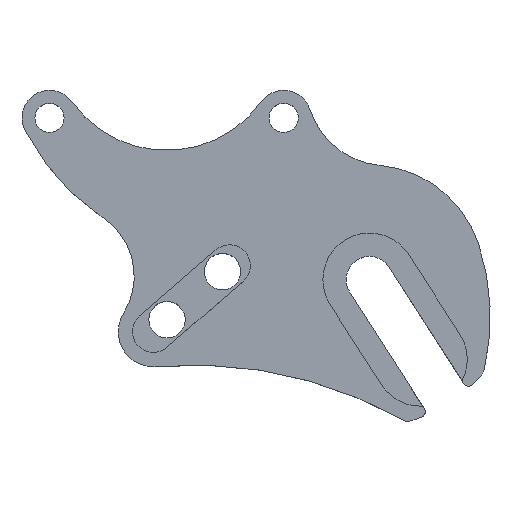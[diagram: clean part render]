
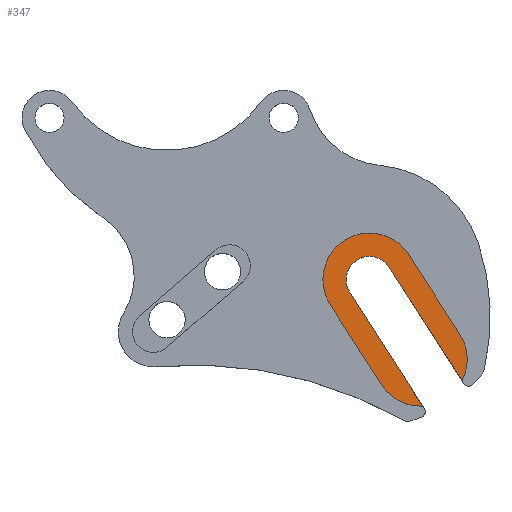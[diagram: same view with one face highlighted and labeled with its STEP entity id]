
A CAD part, top view. The second image highlights one B-rep face of the part: STEP entity #347.
In plain terms, the highlighted planar face has unit normal (0, 0, 1).
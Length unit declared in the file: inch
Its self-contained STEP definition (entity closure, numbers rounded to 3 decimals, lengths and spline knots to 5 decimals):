
#9 = VERTEX_POINT ( 'NONE', #921 ) ;
#32 = CARTESIAN_POINT ( 'NONE',  ( 3.06935, -1.68636, 0.316 ) ) ;
#42 = CIRCLE ( 'NONE', #442, 0.4 ) ;
#43 = CARTESIAN_POINT ( 'NONE',  ( 2.90088, -1.79415, 0.316 ) ) ;
#74 = ORIENTED_EDGE ( 'NONE', *, *, #269, .T. ) ;
#76 = ORIENTED_EDGE ( 'NONE', *, *, #264, .T. ) ;
#81 = ORIENTED_EDGE ( 'NONE', *, *, #929, .T. ) ;
#112 = DIRECTION ( 'NONE',  ( 0.539, -0.842, 0. ) ) ;
#138 = EDGE_CURVE ( 'NONE', #1268, #1151, #1169, .T. ) ;
#141 = CIRCLE ( 'NONE', #337, 0.2 ) ;
#169 = DIRECTION ( 'NONE',  ( 1., 0., 0. ) ) ;
#247 = VERTEX_POINT ( 'NONE', #43 ) ;
#255 = CARTESIAN_POINT ( 'NONE',  ( 3.50734, -2.37094, 0.316 ) ) ;
#261 = CIRCLE ( 'NONE', #861, 0.4 ) ;
#264 = EDGE_CURVE ( 'NONE', #9, #275, #754, .T. ) ;
#269 = EDGE_CURVE ( 'NONE', #1115, #247, #864, .T. ) ;
#275 = VERTEX_POINT ( 'NONE', #626 ) ;
#291 = CARTESIAN_POINT ( 'NONE',  ( 639.90095, -996.3052, 0.316 ) ) ;
#302 = VERTEX_POINT ( 'NONE', #970 ) ;
#337 = AXIS2_PLACEMENT_3D ( 'NONE', #519, #651, #1470 ) ;
#344 = DIRECTION ( 'NONE',  ( 0., 0., 1. ) ) ;
#347 = ADVANCED_FACE ( 'NONE', ( #744 ), #748, .T. ) ;
#367 = VERTEX_POINT ( 'NONE', #1231 ) ;
#370 = CIRCLE ( 'NONE', #448, 0.4 ) ;
#397 = VERTEX_POINT ( 'NONE', #937 ) ;
#419 = VECTOR ( 'NONE', #1462, 39.37008 ) ;
#432 = VERTEX_POINT ( 'NONE', #892 ) ;
#442 = AXIS2_PLACEMENT_3D ( 'NONE', #1164, #681, #1282 ) ;
#448 = AXIS2_PLACEMENT_3D ( 'NONE', #32, #825, #943 ) ;
#461 = CARTESIAN_POINT ( 'NONE',  ( 3.06935, -1.68636, 0.316 ) ) ;
#480 = CARTESIAN_POINT ( 'NONE',  ( 639.73252, -996.41306, 0.316 ) ) ;
#485 = AXIS2_PLACEMENT_3D ( 'NONE', #461, #344, #821 ) ;
#519 = CARTESIAN_POINT ( 'NONE',  ( 3.06935, -1.68636, 0.316 ) ) ;
#543 = EDGE_CURVE ( 'NONE', #432, #247, #885, .T. ) ;
#594 = ORIENTED_EDGE ( 'NONE', *, *, #1295, .T. ) ;
#626 = CARTESIAN_POINT ( 'NONE',  ( 3.40628, -1.47079, 0.316 ) ) ;
#651 = DIRECTION ( 'NONE',  ( 0., 0., 1. ) ) ;
#654 = VECTOR ( 'NONE', #112, 39.37008 ) ;
#666 = VECTOR ( 'NONE', #1120, 39.37008 ) ;
#681 = DIRECTION ( 'NONE',  ( 0., 0., 1. ) ) ;
#713 = DIRECTION ( 'NONE',  ( 0.539, -0.842, 0. ) ) ;
#743 = VECTOR ( 'NONE', #713, 39.37008 ) ;
#744 = FACE_OUTER_BOUND ( 'NONE', #826, .T. ) ;
#748 = PLANE ( 'NONE',  #1230 ) ;
#754 = LINE ( 'NONE', #291, #666 ) ;
#811 = AXIS2_PLACEMENT_3D ( 'NONE', #255, #1219, #1063 ) ;
#818 = CARTESIAN_POINT ( 'NONE',  ( 3.50734, -2.37094, 0.316 ) ) ;
#820 = EDGE_CURVE ( 'NONE', #397, #9, #261, .T. ) ;
#821 = DIRECTION ( 'NONE',  ( 1., 0., 0. ) ) ;
#825 = DIRECTION ( 'NONE',  ( 0., 0., 1. ) ) ;
#826 = EDGE_LOOP ( 'NONE', ( #76, #1429, #594, #1463, #81, #74, #1362, #1356, #1020, #912 ) ) ;
#861 = AXIS2_PLACEMENT_3D ( 'NONE', #818, #1264, #1519 ) ;
#864 = LINE ( 'NONE', #883, #419 ) ;
#867 = CARTESIAN_POINT ( 'NONE',  ( 3.52556, -2.77052, 0.316 ) ) ;
#877 = CARTESIAN_POINT ( 'NONE',  ( 3.06935, -1.68636, 0.316 ) ) ;
#883 = CARTESIAN_POINT ( 'NONE',  ( 639.39565, -996.62877, 0.316 ) ) ;
#885 = CIRCLE ( 'NONE', #485, 0.2 ) ;
#892 = CARTESIAN_POINT ( 'NONE',  ( 2.86935, -1.68636, 0.316 ) ) ;
#912 = ORIENTED_EDGE ( 'NONE', *, *, #820, .T. ) ;
#921 = CARTESIAN_POINT ( 'NONE',  ( 3.84428, -2.15536, 0.316 ) ) ;
#929 = EDGE_CURVE ( 'NONE', #1151, #1115, #1337, .T. ) ;
#937 = CARTESIAN_POINT ( 'NONE',  ( 3.8625, -2.55495, 0.316 ) ) ;
#943 = DIRECTION ( 'NONE',  ( 1., 0., 0. ) ) ;
#970 = CARTESIAN_POINT ( 'NONE',  ( 3.23781, -1.57857, 0.316 ) ) ;
#1020 = ORIENTED_EDGE ( 'NONE', *, *, #1453, .T. ) ;
#1040 = EDGE_CURVE ( 'NONE', #275, #367, #370, .T. ) ;
#1063 = DIRECTION ( 'NONE',  ( 1., 0., 0. ) ) ;
#1115 = VERTEX_POINT ( 'NONE', #867 ) ;
#1120 = DIRECTION ( 'NONE',  ( -0.539, 0.842, 0. ) ) ;
#1151 = VERTEX_POINT ( 'NONE', #1347 ) ;
#1164 = CARTESIAN_POINT ( 'NONE',  ( 3.06935, -1.68636, 0.316 ) ) ;
#1169 = LINE ( 'NONE', #1417, #743 ) ;
#1179 = LINE ( 'NONE', #480, #654 ) ;
#1219 = DIRECTION ( 'NONE',  ( 0., 0., 1. ) ) ;
#1230 = AXIS2_PLACEMENT_3D ( 'NONE', #877, #1447, #169 ) ;
#1231 = CARTESIAN_POINT ( 'NONE',  ( 2.66935, -1.68636, 0.316 ) ) ;
#1262 = CARTESIAN_POINT ( 'NONE',  ( 2.73241, -1.90193, 0.316 ) ) ;
#1264 = DIRECTION ( 'NONE',  ( 0., 0., 1. ) ) ;
#1268 = VERTEX_POINT ( 'NONE', #1262 ) ;
#1282 = DIRECTION ( 'NONE',  ( 1., 0., 0. ) ) ;
#1295 = EDGE_CURVE ( 'NONE', #367, #1268, #42, .T. ) ;
#1337 = CIRCLE ( 'NONE', #811, 0.4 ) ;
#1347 = CARTESIAN_POINT ( 'NONE',  ( 3.1704, -2.58651, 0.316 ) ) ;
#1356 = ORIENTED_EDGE ( 'NONE', *, *, #1523, .F. ) ;
#1362 = ORIENTED_EDGE ( 'NONE', *, *, #543, .F. ) ;
#1417 = CARTESIAN_POINT ( 'NONE',  ( 639.22709, -996.73639, 0.316 ) ) ;
#1429 = ORIENTED_EDGE ( 'NONE', *, *, #1040, .T. ) ;
#1447 = DIRECTION ( 'NONE',  ( 0., 0., 1. ) ) ;
#1453 = EDGE_CURVE ( 'NONE', #302, #397, #1179, .T. ) ;
#1462 = DIRECTION ( 'NONE',  ( -0.539, 0.842, 0. ) ) ;
#1463 = ORIENTED_EDGE ( 'NONE', *, *, #138, .T. ) ;
#1470 = DIRECTION ( 'NONE',  ( 1., 0., 0. ) ) ;
#1519 = DIRECTION ( 'NONE',  ( 1., 0., 0. ) ) ;
#1523 = EDGE_CURVE ( 'NONE', #302, #432, #141, .T. ) ;
